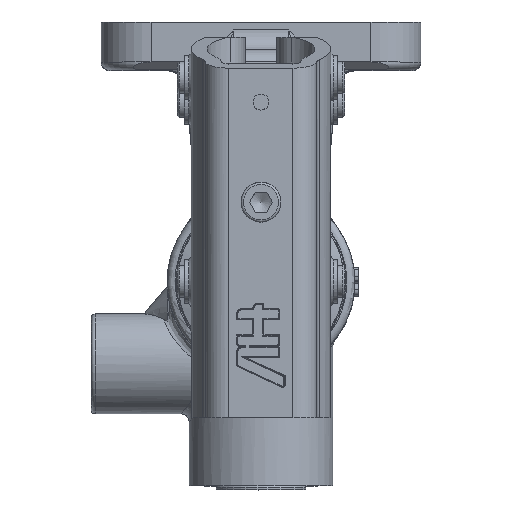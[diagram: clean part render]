
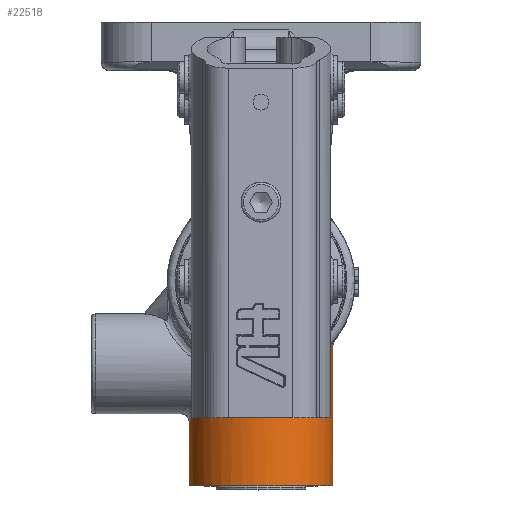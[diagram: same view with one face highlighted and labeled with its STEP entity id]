
A CAD part, top view. The second image highlights one B-rep face of the part: STEP entity #22518.
In plain terms, the highlighted cylindrical face has radius 18 mm (diameter 36 mm), a full revolution.
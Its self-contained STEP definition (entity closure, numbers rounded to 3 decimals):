
#22399=CARTESIAN_POINT('',(0.,-52.0,117.5));
#22400=DIRECTION('',(0.0,1.0,0.0));
#22401=DIRECTION('',(1.0,0.0,0.0));
#22402=AXIS2_PLACEMENT_3D('',#22399,#22400,#22401);
#22403=CYLINDRICAL_SURFACE('',#22402,18.0);
#22404=CARTESIAN_POINT('',(-18.,-51.,117.5));
#22405=VERTEX_POINT('',#22404);
#22406=CARTESIAN_POINT('',(0.,-51.,117.5));
#22407=DIRECTION('',(0.0,-1.0,0.0));
#22408=DIRECTION('',(1.0,0.0,0.0));
#22409=AXIS2_PLACEMENT_3D('',#22406,#22407,#22408);
#22410=CIRCLE('',#22409,18.0);
#22411=EDGE_CURVE('',#22405,#22405,#22410,.T.);
#22412=ORIENTED_EDGE('',*,*,#22411,.F.);
#22413=EDGE_LOOP('',(#22412));
#22414=FACE_OUTER_BOUND('',#22413,.T.);
#22415=CARTESIAN_POINT('',(-12.426,-21.439,130.523));
#22416=VERTEX_POINT('',#22415);
#22417=CARTESIAN_POINT('',(-6.839,-24.341,134.15));
#22418=VERTEX_POINT('',#22417);
#22419=CARTESIAN_POINT('',(-12.426,-21.439,130.523));
#22420=CARTESIAN_POINT('',(-10.851,-22.566,132.026));
#22421=CARTESIAN_POINT('',(-8.974,-23.601,133.273));
#22422=CARTESIAN_POINT('',(-6.839,-24.341,134.15));
#22423=B_SPLINE_CURVE_WITH_KNOTS('',3,(#22419,#22420,#22421,#22422),.UNSPECIFIED.,.F.,.U.,(4,4),(8.316,9.111),.UNSPECIFIED.);
#22424=EDGE_CURVE('',#22416,#22418,#22423,.T.);
#22425=ORIENTED_EDGE('',*,*,#22424,.F.);
#22426=CARTESIAN_POINT('',(-12.426,-21.439,104.477));
#22427=VERTEX_POINT('',#22426);
#22428=CARTESIAN_POINT('',(-12.426,-21.439,104.477));
#22429=CARTESIAN_POINT('',(-12.468,-22.128,104.518));
#22430=CARTESIAN_POINT('',(-12.559,-22.811,104.603));
#22431=CARTESIAN_POINT('',(-12.685,-23.468,104.728));
#22432=CARTESIAN_POINT('',(-12.956,-24.883,104.996));
#22433=CARTESIAN_POINT('',(-13.396,-26.227,105.453));
#22434=CARTESIAN_POINT('',(-13.885,-27.439,106.046));
#22435=CARTESIAN_POINT('',(-13.968,-27.644,106.146));
#22436=CARTESIAN_POINT('',(-14.052,-27.845,106.25));
#22437=CARTESIAN_POINT('',(-14.137,-28.042,106.358));
#22438=CARTESIAN_POINT('',(-14.789,-29.557,107.186));
#22439=CARTESIAN_POINT('',(-15.518,-30.899,108.264));
#22440=CARTESIAN_POINT('',(-16.146,-31.986,109.54));
#22441=CARTESIAN_POINT('',(-16.181,-32.045,109.609));
#22442=CARTESIAN_POINT('',(-16.214,-32.103,109.679));
#22443=CARTESIAN_POINT('',(-16.248,-32.161,109.75));
#22444=CARTESIAN_POINT('',(-16.912,-33.301,111.147));
#22445=CARTESIAN_POINT('',(-17.471,-34.18,112.8));
#22446=CARTESIAN_POINT('',(-17.764,-34.636,114.599));
#22447=CARTESIAN_POINT('',(-17.918,-34.874,115.542));
#22448=CARTESIAN_POINT('',(-17.998,-34.997,116.527));
#22449=CARTESIAN_POINT('',(-17.999,-34.998,117.5));
#22450=CARTESIAN_POINT('',(-18.,-34.999,117.826));
#22451=CARTESIAN_POINT('',(-17.992,-34.985,118.153));
#22452=CARTESIAN_POINT('',(-17.974,-34.959,118.479));
#22453=CARTESIAN_POINT('',(-17.944,-34.912,119.047));
#22454=CARTESIAN_POINT('',(-17.886,-34.822,119.612));
#22455=CARTESIAN_POINT('',(-17.803,-34.695,120.162));
#22456=CARTESIAN_POINT('',(-17.791,-34.676,120.241));
#22457=CARTESIAN_POINT('',(-17.779,-34.657,120.32));
#22458=CARTESIAN_POINT('',(-17.766,-34.637,120.399));
#22459=CARTESIAN_POINT('',(-17.531,-34.274,121.829));
#22460=CARTESIAN_POINT('',(-17.121,-33.634,123.192));
#22461=CARTESIAN_POINT('',(-16.631,-32.815,124.383));
#22462=CARTESIAN_POINT('',(-16.478,-32.559,124.754));
#22463=CARTESIAN_POINT('',(-16.316,-32.284,125.113));
#22464=CARTESIAN_POINT('',(-16.146,-31.99,125.457));
#22465=CARTESIAN_POINT('',(-15.6,-31.043,126.569));
#22466=CARTESIAN_POINT('',(-14.98,-29.907,127.524));
#22467=CARTESIAN_POINT('',(-14.402,-28.642,128.295));
#22468=CARTESIAN_POINT('',(-14.225,-28.256,128.53));
#22469=CARTESIAN_POINT('',(-14.052,-27.855,128.75));
#22470=CARTESIAN_POINT('',(-13.883,-27.44,128.954));
#22471=CARTESIAN_POINT('',(-13.525,-26.554,129.389));
#22472=CARTESIAN_POINT('',(-13.193,-25.604,129.75));
#22473=CARTESIAN_POINT('',(-12.937,-24.606,130.016));
#22474=CARTESIAN_POINT('',(-12.679,-23.603,130.282));
#22475=CARTESIAN_POINT('',(-12.493,-22.525,130.459));
#22476=CARTESIAN_POINT('',(-12.426,-21.439,130.523));
#22477=B_SPLINE_CURVE_WITH_KNOTS('',3,(#22428,#22429,#22430,#22431,#22432,#22433,#22434,#22435,#22436,#22437,#22438,#22439,#22440,#22441,#22442,#22443,#22444,#22445,#22446,#22447,#22448,#22449,#22450,#22451,#22452,#22453,#22454,#22455,#22456,#22457,#22458,#22459,#22460,#22461,#22462,#22463,#22464,#22465,#22466,#22467,#22468,#22469,#22470,#22471,#22472,#22473,#22474,#22475,#22476),.UNSPECIFIED.,.F.,.U.,(4,3,3,3,3,3,3,3,3,3,3,3,3,3,3,3,4),(-11.735,-11.529,-11.086,-11.011,-10.437,-10.405,-9.787,-9.462,-9.354,-9.164,-9.137,-8.642,-8.488,-7.991,-7.839,-7.515,-7.19),.UNSPECIFIED.);
#22478=EDGE_CURVE('',#22427,#22416,#22477,.T.);
#22479=ORIENTED_EDGE('',*,*,#22478,.F.);
#22480=CARTESIAN_POINT('',(6.839,-24.341,134.15));
#22481=VERTEX_POINT('',#22480);
#22482=CARTESIAN_POINT('',(6.839,-24.341,134.15));
#22483=CARTESIAN_POINT('',(8.967,-23.603,133.276));
#22484=CARTESIAN_POINT('',(11.46,-22.228,131.619));
#22485=CARTESIAN_POINT('',(14.392,-19.937,128.475));
#22486=CARTESIAN_POINT('',(15.966,-18.365,126.035));
#22487=CARTESIAN_POINT('',(16.877,-17.285,123.816));
#22488=CARTESIAN_POINT('',(17.337,-16.711,122.386));
#22489=CARTESIAN_POINT('',(17.781,-16.13,120.64));
#22490=CARTESIAN_POINT('',(18.09,-15.691,117.956));
#22491=CARTESIAN_POINT('',(17.882,-15.989,114.752));
#22492=CARTESIAN_POINT('',(17.213,-16.888,112.02));
#22493=CARTESIAN_POINT('',(16.468,-17.771,110.18));
#22494=CARTESIAN_POINT('',(15.154,-19.209,107.567));
#22495=CARTESIAN_POINT('',(12.985,-21.217,104.699));
#22496=CARTESIAN_POINT('',(9.948,-23.051,102.399));
#22497=CARTESIAN_POINT('',(7.293,-24.22,100.989));
#22498=CARTESIAN_POINT('',(4.398,-25.167,99.879));
#22499=CARTESIAN_POINT('',(0.015,-25.689,99.285));
#22500=CARTESIAN_POINT('',(-3.964,-25.22,99.819));
#22501=CARTESIAN_POINT('',(-8.366,-23.935,101.323));
#22502=CARTESIAN_POINT('',(-10.863,-22.557,102.986));
#22503=CARTESIAN_POINT('',(-12.426,-21.439,104.477));
#22504=B_SPLINE_CURVE_WITH_KNOTS('',3,(#22482,#22483,#22484,#22485,#22486,#22487,#22488,#22489,#22490,#22491,#22492,#22493,#22494,#22495,#22496,#22497,#22498,#22499,#22500,#22501,#22502,#22503),.UNSPECIFIED.,.F.,.U.,(4,1,1,1,1,1,1,1,1,1,1,1,1,1,1,1,1,1,1,4),(10.682,11.475,11.739,12.267,12.531,12.597,12.795,13.147,13.499,13.851,14.116,14.204,14.908,15.436,15.568,15.964,16.492,17.02,17.285,18.077),.UNSPECIFIED.);
#22505=EDGE_CURVE('',#22481,#22427,#22504,.T.);
#22506=ORIENTED_EDGE('',*,*,#22505,.F.);
#22507=CARTESIAN_POINT('',(-6.839,-24.341,134.15));
#22508=CARTESIAN_POINT('',(-5.643,-24.756,134.642));
#22509=CARTESIAN_POINT('',(-3.028,-25.182,135.393));
#22510=CARTESIAN_POINT('',(1.695,-25.263,135.661));
#22511=CARTESIAN_POINT('',(5.044,-24.964,134.887));
#22512=CARTESIAN_POINT('',(6.839,-24.341,134.15));
#22513=B_SPLINE_CURVE_WITH_KNOTS('',3,(#22507,#22508,#22509,#22510,#22511,#22512),.UNSPECIFIED.,.F.,.U.,(4,1,1,4),(-1.571,-1.122,-0.673,0.),.UNSPECIFIED.);
#22514=EDGE_CURVE('',#22418,#22481,#22513,.T.);
#22515=ORIENTED_EDGE('',*,*,#22514,.F.);
#22516=EDGE_LOOP('',(#22425,#22479,#22506,#22515));
#22517=FACE_BOUND('',#22516,.T.);
#22518=ADVANCED_FACE('',(#22414,#22517),#22403,.T.);
